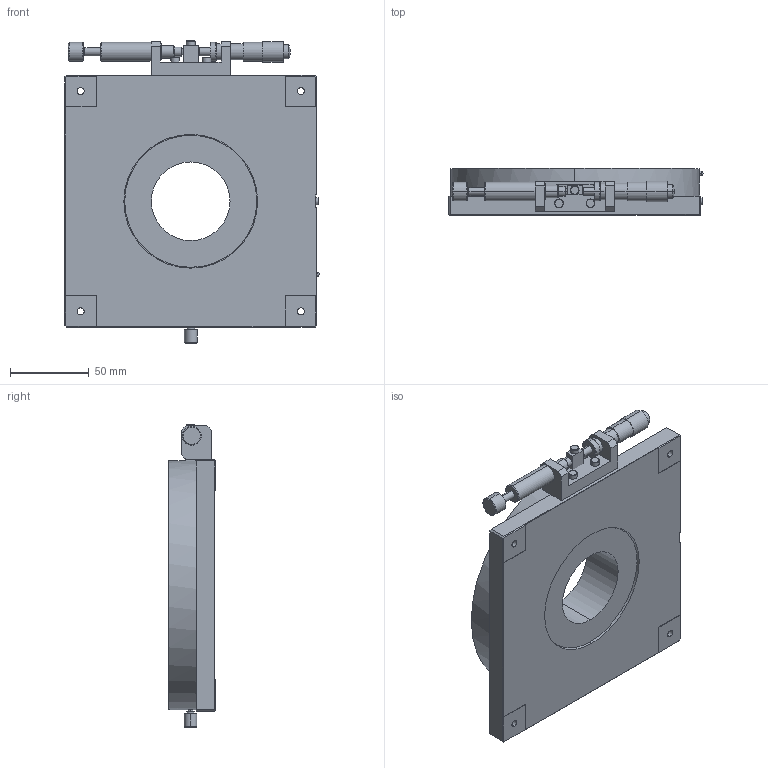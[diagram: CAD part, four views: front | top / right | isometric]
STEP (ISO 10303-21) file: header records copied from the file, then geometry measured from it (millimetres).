
FILE_DESCRIPTION (( 'STEP AP214' ), '1' );
FILE_NAME ('1724320120178.step', '2024-08-22T09:48:43', ( '' ), ( 'Aliyun' ), 'FaSTEP 2.0', 'Forface 3D 2012', '' );
FILE_SCHEMA (( 'AUTOMOTIVE_DESIGN' ));
Length unit declared in the file: millimetre
Products named in the file (2): BYRP-160^1724320120178; 1724320120178
Assembly tree (1 placements, depth 2):
  1724320120178
    BYRP-160^1724320120178
Bounding box: 161.61 x 29.7 x 192.2 mm (x, y, z)
Volume: 566167 mm3; surface area: 127409.9 mm2
Topology: 2 solids, 2 shells, 310 faces, 759 edges, 456 vertices
Faces by surface type: cylinder 111, plane 101, cone 90, bspline 4, torus 4
Entity records: 9278 total; most frequent: CARTESIAN_POINT 1811, DIRECTION 1643, ORIENTED_EDGE 1458, EDGE_CURVE 729, AXIS2_PLACEMENT_3D 622, VERTEX_POINT 456, VECTOR 399, LINE 399
